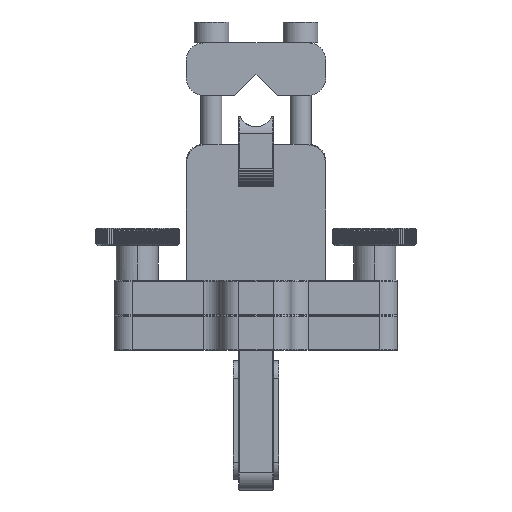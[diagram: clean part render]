
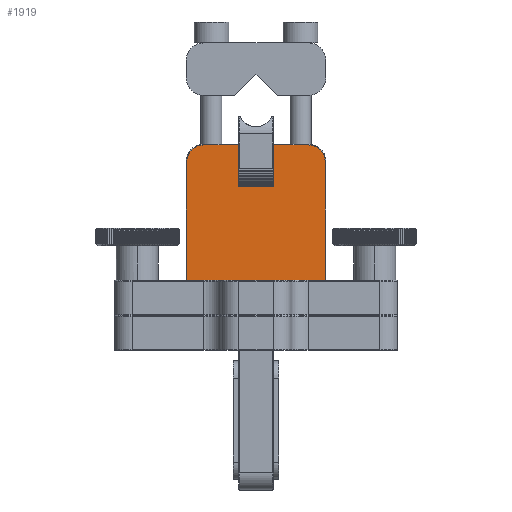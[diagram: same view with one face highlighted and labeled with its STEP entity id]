
A CAD part, front view. The second image highlights one B-rep face of the part: STEP entity #1919.
In plain terms, the highlighted planar face has unit normal (0, -1, 0).
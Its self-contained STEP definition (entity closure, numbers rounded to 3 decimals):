
#769=B_SPLINE_CURVE_WITH_KNOTS('',1,(#30419,#30420),.UNSPECIFIED.,.F.,.F.,
(2,2),(3.2,15.),.UNSPECIFIED.);
#770=B_SPLINE_CURVE_WITH_KNOTS('',1,(#30421,#30422),.UNSPECIFIED.,.F.,.F.,
(2,2),(3.2,15.),.UNSPECIFIED.);
#775=B_SPLINE_CURVE_WITH_KNOTS('',1,(#30457,#30458),.UNSPECIFIED.,.F.,.F.,
(2,2),(0.,10.),.UNSPECIFIED.);
#776=B_SPLINE_CURVE_WITH_KNOTS('',1,(#30459,#30460),.UNSPECIFIED.,.F.,.F.,
(2,2),(0.,34.),.UNSPECIFIED.);
#777=B_SPLINE_CURVE_WITH_KNOTS('',1,(#30461,#30462),.UNSPECIFIED.,.F.,.F.,
(2,2),(0.,10.),.UNSPECIFIED.);
#778=B_SPLINE_CURVE_WITH_KNOTS('',1,(#30463,#30464),.UNSPECIFIED.,.F.,.F.,
(2,2),(0.,34.),.UNSPECIFIED.);
#1919=ADVANCED_FACE('',(#3012),#17622,.T.);
#3012=FACE_OUTER_BOUND('',#4139,.T.);
#4139=EDGE_LOOP('',(#9245,#9246,#9247,#9248,#9249,#9250,#9251,#9252,#9253,
#9254,#9255,#9256,#9257,#9258));
#9245=ORIENTED_EDGE('',*,*,#12696,.T.);
#9246=ORIENTED_EDGE('',*,*,#12702,.T.);
#9247=ORIENTED_EDGE('',*,*,#12699,.T.);
#9248=ORIENTED_EDGE('',*,*,#12676,.T.);
#9249=ORIENTED_EDGE('',*,*,#12661,.T.);
#9250=ORIENTED_EDGE('',*,*,#12664,.T.);
#9251=ORIENTED_EDGE('',*,*,#12667,.T.);
#9252=ORIENTED_EDGE('',*,*,#12669,.T.);
#9253=ORIENTED_EDGE('',*,*,#12697,.T.);
#9254=ORIENTED_EDGE('',*,*,#12716,.T.);
#9255=ORIENTED_EDGE('',*,*,#12698,.T.);
#9256=ORIENTED_EDGE('',*,*,#12681,.T.);
#9257=ORIENTED_EDGE('',*,*,#12673,.T.);
#9258=ORIENTED_EDGE('',*,*,#12680,.F.);
#12661=EDGE_CURVE('',#16826,#16828,#14842,.T.);
#12664=EDGE_CURVE('',#16828,#16830,#14845,.T.);
#12667=EDGE_CURVE('',#16830,#16832,#14848,.T.);
#12669=EDGE_CURVE('',#16832,#16844,#14850,.T.);
#12673=EDGE_CURVE('',#16835,#16836,#14854,.T.);
#12676=EDGE_CURVE('',#16840,#16826,#14857,.T.);
#12680=EDGE_CURVE('',#16847,#16836,#769,.T.);
#12681=EDGE_CURVE('',#16848,#16835,#770,.T.);
#12696=EDGE_CURVE('',#16847,#16865,#775,.T.);
#12697=EDGE_CURVE('',#16844,#16866,#776,.T.);
#12698=EDGE_CURVE('',#16867,#16848,#777,.T.);
#12699=EDGE_CURVE('',#16868,#16840,#778,.T.);
#12702=EDGE_CURVE('',#16865,#16868,#14871,.T.);
#12716=EDGE_CURVE('',#16866,#16867,#14885,.T.);
#14842=(
BOUNDED_CURVE()
B_SPLINE_CURVE(2,(#30360,#30361,#30362),.UNSPECIFIED.,.F.,.F.)
B_SPLINE_CURVE_WITH_KNOTS((3,3),(-31.367,-30.367),
 .UNSPECIFIED.)
CURVE()
GEOMETRIC_REPRESENTATION_ITEM()
RATIONAL_B_SPLINE_CURVE((1.,1.,1.))
REPRESENTATION_ITEM('')
);
#14845=(
BOUNDED_CURVE()
B_SPLINE_CURVE(2,(#30368,#30369,#30370),.UNSPECIFIED.,.F.,.F.)
B_SPLINE_CURVE_WITH_KNOTS((3,3),(-30.367,-29.367),
 .UNSPECIFIED.)
CURVE()
GEOMETRIC_REPRESENTATION_ITEM()
RATIONAL_B_SPLINE_CURVE((1.,1.,1.))
REPRESENTATION_ITEM('')
);
#14848=(
BOUNDED_CURVE()
B_SPLINE_CURVE(2,(#30376,#30377,#30378),.UNSPECIFIED.,.F.,.F.)
B_SPLINE_CURVE_WITH_KNOTS((3,3),(-29.367,-28.367),
 .UNSPECIFIED.)
CURVE()
GEOMETRIC_REPRESENTATION_ITEM()
RATIONAL_B_SPLINE_CURVE((1.,1.,1.))
REPRESENTATION_ITEM('')
);
#14850=(
BOUNDED_CURVE()
B_SPLINE_CURVE(2,(#30382,#30383,#30384),.UNSPECIFIED.,.F.,.F.)
B_SPLINE_CURVE_WITH_KNOTS((3,3),(-28.367,-27.383),
 .UNSPECIFIED.)
CURVE()
GEOMETRIC_REPRESENTATION_ITEM()
RATIONAL_B_SPLINE_CURVE((1.,1.,1.))
REPRESENTATION_ITEM('')
);
#14854=(
BOUNDED_CURVE()
B_SPLINE_CURVE(2,(#30398,#30399,#30400,#30401,#30402,#30403,#30404),
 .UNSPECIFIED.,.F.,.F.)
B_SPLINE_CURVE_WITH_KNOTS((3,2,2,3),(-105.754,-105.654,
-104.654,-104.554),.UNSPECIFIED.)
CURVE()
GEOMETRIC_REPRESENTATION_ITEM()
RATIONAL_B_SPLINE_CURVE((1.,1.,1.,1.,1.,1.,1.))
REPRESENTATION_ITEM('')
);
#14857=(
BOUNDED_CURVE()
B_SPLINE_CURVE(2,(#30410,#30411,#30412),.UNSPECIFIED.,.F.,.F.)
B_SPLINE_CURVE_WITH_KNOTS((3,3),(-32.351,-31.367),
 .UNSPECIFIED.)
CURVE()
GEOMETRIC_REPRESENTATION_ITEM()
RATIONAL_B_SPLINE_CURVE((1.,1.,1.))
REPRESENTATION_ITEM('')
);
#14871=(
BOUNDED_CURVE()
B_SPLINE_CURVE(2,(#30471,#30472,#30473),.UNSPECIFIED.,.F.,.F.)
B_SPLINE_CURVE_WITH_KNOTS((3,3),(0.,7.54),.UNSPECIFIED.)
CURVE()
GEOMETRIC_REPRESENTATION_ITEM()
RATIONAL_B_SPLINE_CURVE((1.,0.707,1.))
REPRESENTATION_ITEM('')
);
#14885=(
BOUNDED_CURVE()
B_SPLINE_CURVE(2,(#30509,#30510,#30511),.UNSPECIFIED.,.F.,.F.)
B_SPLINE_CURVE_WITH_KNOTS((3,3),(0.,7.54),
 .UNSPECIFIED.)
CURVE()
GEOMETRIC_REPRESENTATION_ITEM()
RATIONAL_B_SPLINE_CURVE((1.,0.707,1.))
REPRESENTATION_ITEM('')
);
#16826=VERTEX_POINT('',#30310);
#16828=VERTEX_POINT('',#30312);
#16830=VERTEX_POINT('',#30314);
#16832=VERTEX_POINT('',#30316);
#16835=VERTEX_POINT('',#30319);
#16836=VERTEX_POINT('',#30320);
#16840=VERTEX_POINT('',#30324);
#16844=VERTEX_POINT('',#30328);
#16847=VERTEX_POINT('',#30331);
#16848=VERTEX_POINT('',#30332);
#16865=VERTEX_POINT('',#30349);
#16866=VERTEX_POINT('',#30350);
#16867=VERTEX_POINT('',#30351);
#16868=VERTEX_POINT('',#30352);
#17622=PLANE('',#19041);
#19041=AXIS2_PLACEMENT_3D('',#30255,#20049,$);
#20049=DIRECTION('',(0.,-1.,0.));
#30255=CARTESIAN_POINT('',(24.75,-4.,64.5));
#30310=CARTESIAN_POINT('',(-7.75,-4.,20.));
#30312=CARTESIAN_POINT('',(-7.75,-4.,15.));
#30314=CARTESIAN_POINT('',(7.25,-4.,15.));
#30316=CARTESIAN_POINT('',(7.25,-4.,20.));
#30319=CARTESIAN_POINT('',(4.75,-4.,47.));
#30320=CARTESIAN_POINT('',(-5.25,-4.,47.));
#30324=CARTESIAN_POINT('',(-20.05,-4.,20.));
#30328=CARTESIAN_POINT('',(19.55,-4.,20.));
#30331=CARTESIAN_POINT('',(-5.25,-4.,58.8));
#30332=CARTESIAN_POINT('',(4.75,-4.,58.8));
#30349=CARTESIAN_POINT('',(-15.25,-4.,58.8));
#30350=CARTESIAN_POINT('',(19.55,-4.,54.));
#30351=CARTESIAN_POINT('',(14.75,-4.,58.8));
#30352=CARTESIAN_POINT('',(-20.05,-4.,54.));
#30360=CARTESIAN_POINT('',(-7.75,-4.,20.));
#30361=CARTESIAN_POINT('',(-7.75,-4.,17.5));
#30362=CARTESIAN_POINT('',(-7.75,-4.,15.));
#30368=CARTESIAN_POINT('',(-7.75,-4.,15.));
#30369=CARTESIAN_POINT('',(-0.25,-4.,15.));
#30370=CARTESIAN_POINT('',(7.25,-4.,15.));
#30376=CARTESIAN_POINT('',(7.25,-4.,15.));
#30377=CARTESIAN_POINT('',(7.25,-4.,17.5));
#30378=CARTESIAN_POINT('',(7.25,-4.,20.));
#30382=CARTESIAN_POINT('',(7.25,-4.,20.));
#30383=CARTESIAN_POINT('',(13.4,-4.,20.));
#30384=CARTESIAN_POINT('',(19.55,-4.,20.));
#30398=CARTESIAN_POINT('',(4.75,-4.,47.));
#30399=CARTESIAN_POINT('',(4.7,-4.,47.));
#30400=CARTESIAN_POINT('',(4.65,-4.,47.));
#30401=CARTESIAN_POINT('',(-0.25,-4.,47.));
#30402=CARTESIAN_POINT('',(-5.15,-4.,47.));
#30403=CARTESIAN_POINT('',(-5.2,-4.,47.));
#30404=CARTESIAN_POINT('',(-5.25,-4.,47.));
#30410=CARTESIAN_POINT('',(-20.05,-4.,20.));
#30411=CARTESIAN_POINT('',(-13.9,-4.,20.));
#30412=CARTESIAN_POINT('',(-7.75,-4.,20.));
#30419=CARTESIAN_POINT('',(-5.25,-4.,58.8));
#30420=CARTESIAN_POINT('',(-5.25,-4.,47.));
#30421=CARTESIAN_POINT('',(4.75,-4.,58.8));
#30422=CARTESIAN_POINT('',(4.75,-4.,47.));
#30457=CARTESIAN_POINT('',(-5.25,-4.,58.8));
#30458=CARTESIAN_POINT('',(-15.25,-4.,58.8));
#30459=CARTESIAN_POINT('',(19.55,-4.,20.));
#30460=CARTESIAN_POINT('',(19.55,-4.,54.));
#30461=CARTESIAN_POINT('',(14.75,-4.,58.8));
#30462=CARTESIAN_POINT('',(4.75,-4.,58.8));
#30463=CARTESIAN_POINT('',(-20.05,-4.,54.));
#30464=CARTESIAN_POINT('',(-20.05,-4.,20.));
#30471=CARTESIAN_POINT('',(-15.25,-4.,58.8));
#30472=CARTESIAN_POINT('',(-20.05,-4.,58.8));
#30473=CARTESIAN_POINT('',(-20.05,-4.,54.));
#30509=CARTESIAN_POINT('',(19.55,-4.,54.));
#30510=CARTESIAN_POINT('',(19.55,-4.,58.8));
#30511=CARTESIAN_POINT('',(14.75,-4.,58.8));
